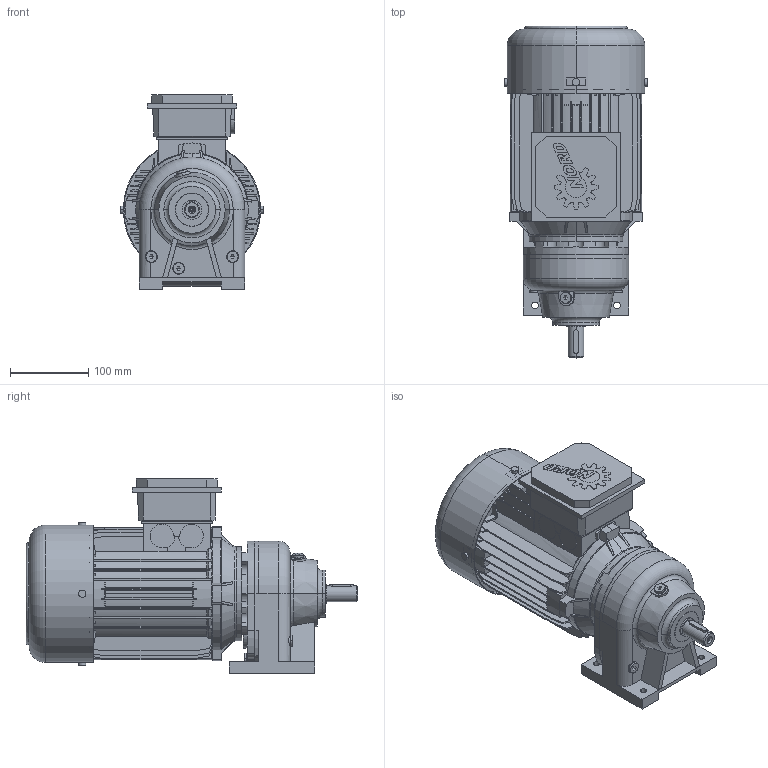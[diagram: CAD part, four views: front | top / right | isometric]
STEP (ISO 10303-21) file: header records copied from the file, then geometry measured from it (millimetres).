
FILE_DESCRIPTION(('STEP AP214'),'1');
FILE_NAME('cctmp_9D4944BE-910C-40F8-8D8E-718B7ADCA67B_2023_10_31_12_45_13_574..stp','2023-10-31T11:45:14',('Getriebebau NORD GmbH & Co. KG'),('CADClick - www.CADClick.com'),'Spatial InterOp 3D postprocessed',' ','unknown authorization');
FILE_SCHEMA(('AUTOMOTIVE_DESIGN'));
Length unit declared in the file: millimetre
Products named in the file (13): 2023_10_31__12-45-13-543; 2023_10_31__12-45-13-511; 2023_10_31__12-45-13-480; 2023_10_31__12-45-13-449; 2023_10_31__12-45-13-371; 2023_10_31__12-45-13-340; 2023_10_31__12-45-13-308; 2023_10_31__12-45-13-277; 2023_10_31__12-45-13-215; 2023_10_31__12-45-13-183; 2023_10_31__12-45-13-152; 2023_10_31__12-45-13-121
Assembly tree (12 placements, depth 2):
  (unnamed)
    2023_10_31__12-45-13-543
    2023_10_31__12-45-13-511
    2023_10_31__12-45-13-480
    2023_10_31__12-45-13-449
    2023_10_31__12-45-13-371
    2023_10_31__12-45-13-340
    2023_10_31__12-45-13-308
    2023_10_31__12-45-13-277
    2023_10_31__12-45-13-215
    2023_10_31__12-45-13-183
    2023_10_31__12-45-13-152
    2023_10_31__12-45-13-121
Bounding box: 183.76 x 424.99 x 249.5 mm (x, y, z)
Volume: 7987202.2 mm3; surface area: 677033.2 mm2
Topology: 19 solids, 23 shells, 1269 faces, 3469 edges, 2272 vertices
Faces by surface type: plane 675, cylinder 419, cone 138, torus 37
Entity records: 45421 total; most frequent: CARTESIAN_POINT 8913, ORIENTED_EDGE 6898, DIRECTION 6844, EDGE_CURVE 3449, AXIS2_PLACEMENT_3D 2393, VERTEX_POINT 2272, LINE 2058, VECTOR 2058
